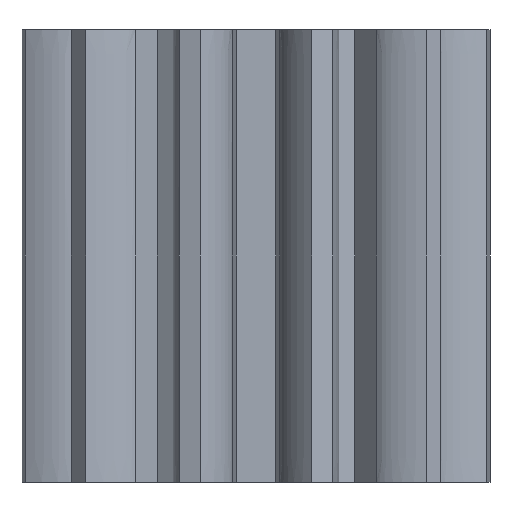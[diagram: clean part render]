
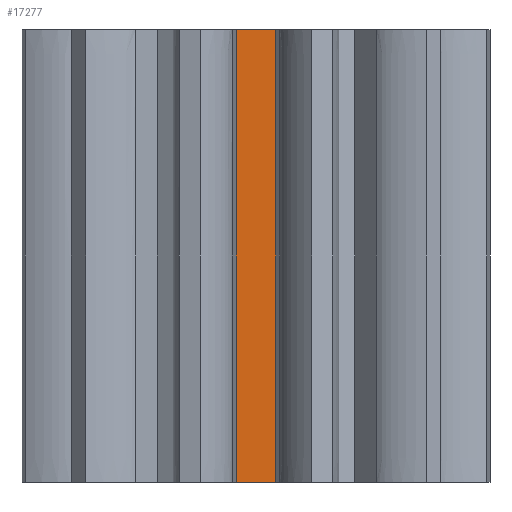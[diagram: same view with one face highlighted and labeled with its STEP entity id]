
A CAD part, left-side view. The second image highlights one B-rep face of the part: STEP entity #17277.
In plain terms, the highlighted face is a extrusion surface.
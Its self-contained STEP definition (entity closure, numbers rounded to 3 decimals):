
#93 = PLANE('',#94);
#94 = AXIS2_PLACEMENT_3D('',#95,#96,#97);
#95 = CARTESIAN_POINT('',(0.,0.,12.5)
  );
#96 = DIRECTION('',(0.,0.,1.));
#97 = DIRECTION('',(1.,0.,0.));
#168 = PLANE('',#169);
#169 = AXIS2_PLACEMENT_3D('',#170,#171,#172);
#170 = CARTESIAN_POINT('',(0.,0.,0.));
#171 = DIRECTION('',(0.,0.,1.));
#172 = DIRECTION('',(1.,0.,0.));
#1899 = VERTEX_POINT('',#1900);
#1900 = CARTESIAN_POINT('',(-4.215,0.542,0.));
#1912 = SURFACE_OF_LINEAR_EXTRUSION('',#1913,#1916);
#1913 = B_SPLINE_CURVE_WITH_KNOTS('',1,(#1914,#1915),.UNSPECIFIED.,.F.,
  .F.,(2,2),(0.,0.918),.PIECEWISE_BEZIER_KNOTS.);
#1914 = CARTESIAN_POINT('',(-5.126,0.659,0.));
#1915 = CARTESIAN_POINT('',(-4.215,0.542,0.));
#1916 = VECTOR('',#1917,1.);
#1917 = DIRECTION('',(-0.,-0.,-1.));
#1925 = EDGE_CURVE('',#1899,#1926,#1928,.T.);
#1926 = VERTEX_POINT('',#1927);
#1927 = CARTESIAN_POINT('',(-4.215,-0.542,0.));
#1928 = SURFACE_CURVE('',#1929,(#1932,#1938),.PCURVE_S1.);
#1929 = B_SPLINE_CURVE_WITH_KNOTS('',1,(#1930,#1931),.UNSPECIFIED.,.F.,
  .F.,(2,2),(0.,1.084),.PIECEWISE_BEZIER_KNOTS.);
#1930 = CARTESIAN_POINT('',(-4.215,0.542,0.));
#1931 = CARTESIAN_POINT('',(-4.215,-0.542,0.));
#1932 = PCURVE('',#168,#1933);
#1933 = DEFINITIONAL_REPRESENTATION('',(#1934),#1937);
#1934 = B_SPLINE_CURVE_WITH_KNOTS('',1,(#1935,#1936),.UNSPECIFIED.,.F.,
  .F.,(2,2),(0.,1.084),.PIECEWISE_BEZIER_KNOTS.);
#1935 = CARTESIAN_POINT('',(-4.215,0.542));
#1936 = CARTESIAN_POINT('',(-4.215,-0.542));
#1937 = ( GEOMETRIC_REPRESENTATION_CONTEXT(2) 
PARAMETRIC_REPRESENTATION_CONTEXT() REPRESENTATION_CONTEXT('2D SPACE',''
  ) );
#1938 = PCURVE('',#1939,#1945);
#1939 = SURFACE_OF_LINEAR_EXTRUSION('',#1940,#1943);
#1940 = B_SPLINE_CURVE_WITH_KNOTS('',1,(#1941,#1942),.UNSPECIFIED.,.F.,
  .F.,(2,2),(0.,1.084),.PIECEWISE_BEZIER_KNOTS.);
#1941 = CARTESIAN_POINT('',(-4.215,0.542,0.));
#1942 = CARTESIAN_POINT('',(-4.215,-0.542,0.));
#1943 = VECTOR('',#1944,1.);
#1944 = DIRECTION('',(-0.,-0.,-1.));
#1945 = DEFINITIONAL_REPRESENTATION('',(#1946),#1950);
#1946 = LINE('',#1947,#1948);
#1947 = CARTESIAN_POINT('',(0.,0.));
#1948 = VECTOR('',#1949,1.);
#1949 = DIRECTION('',(1.,0.));
#1950 = ( GEOMETRIC_REPRESENTATION_CONTEXT(2) 
PARAMETRIC_REPRESENTATION_CONTEXT() REPRESENTATION_CONTEXT('2D SPACE',''
  ) );
#1966 = SURFACE_OF_LINEAR_EXTRUSION('',#1967,#1970);
#1967 = B_SPLINE_CURVE_WITH_KNOTS('',1,(#1968,#1969),.UNSPECIFIED.,.F.,
  .F.,(2,2),(0.,0.918),.PIECEWISE_BEZIER_KNOTS.);
#1968 = CARTESIAN_POINT('',(-4.215,-0.542,0.));
#1969 = CARTESIAN_POINT('',(-5.126,-0.659,0.));
#1970 = VECTOR('',#1971,1.);
#1971 = DIRECTION('',(-0.,-0.,-1.));
#4455 = VERTEX_POINT('',#4456);
#4456 = CARTESIAN_POINT('',(-4.215,0.542,12.5));
#4475 = EDGE_CURVE('',#4455,#4476,#4478,.T.);
#4476 = VERTEX_POINT('',#4477);
#4477 = CARTESIAN_POINT('',(-4.215,-0.542,12.5));
#4478 = SURFACE_CURVE('',#4479,(#4482,#4488),.PCURVE_S1.);
#4479 = B_SPLINE_CURVE_WITH_KNOTS('',1,(#4480,#4481),.UNSPECIFIED.,.F.,
  .F.,(2,2),(0.,1.084),.PIECEWISE_BEZIER_KNOTS.);
#4480 = CARTESIAN_POINT('',(-4.215,0.542,12.5));
#4481 = CARTESIAN_POINT('',(-4.215,-0.542,12.5));
#4482 = PCURVE('',#93,#4483);
#4483 = DEFINITIONAL_REPRESENTATION('',(#4484),#4487);
#4484 = B_SPLINE_CURVE_WITH_KNOTS('',1,(#4485,#4486),.UNSPECIFIED.,.F.,
  .F.,(2,2),(0.,1.084),.PIECEWISE_BEZIER_KNOTS.);
#4485 = CARTESIAN_POINT('',(-4.215,0.542));
#4486 = CARTESIAN_POINT('',(-4.215,-0.542));
#4487 = ( GEOMETRIC_REPRESENTATION_CONTEXT(2) 
PARAMETRIC_REPRESENTATION_CONTEXT() REPRESENTATION_CONTEXT('2D SPACE',''
  ) );
#4488 = PCURVE('',#1939,#4489);
#4489 = DEFINITIONAL_REPRESENTATION('',(#4490),#4494);
#4490 = LINE('',#4491,#4492);
#4491 = CARTESIAN_POINT('',(0.,-12.5));
#4492 = VECTOR('',#4493,1.);
#4493 = DIRECTION('',(1.,0.));
#4494 = ( GEOMETRIC_REPRESENTATION_CONTEXT(2) 
PARAMETRIC_REPRESENTATION_CONTEXT() REPRESENTATION_CONTEXT('2D SPACE',''
  ) );
#17227 = EDGE_CURVE('',#1926,#4476,#17228,.T.);
#17228 = SURFACE_CURVE('',#17229,(#17233,#17240),.PCURVE_S1.);
#17229 = LINE('',#17230,#17231);
#17230 = CARTESIAN_POINT('',(-4.215,-0.542,0.));
#17231 = VECTOR('',#17232,1.);
#17232 = DIRECTION('',(0.,0.,1.));
#17233 = PCURVE('',#1966,#17234);
#17234 = DEFINITIONAL_REPRESENTATION('',(#17235),#17239);
#17235 = LINE('',#17236,#17237);
#17236 = CARTESIAN_POINT('',(0.,0.));
#17237 = VECTOR('',#17238,1.);
#17238 = DIRECTION('',(0.,-1.));
#17239 = ( GEOMETRIC_REPRESENTATION_CONTEXT(2) 
PARAMETRIC_REPRESENTATION_CONTEXT() REPRESENTATION_CONTEXT('2D SPACE',''
  ) );
#17240 = PCURVE('',#1939,#17241);
#17241 = DEFINITIONAL_REPRESENTATION('',(#17242),#17246);
#17242 = LINE('',#17243,#17244);
#17243 = CARTESIAN_POINT('',(1.084,0.));
#17244 = VECTOR('',#17245,1.);
#17245 = DIRECTION('',(0.,-1.));
#17246 = ( GEOMETRIC_REPRESENTATION_CONTEXT(2) 
PARAMETRIC_REPRESENTATION_CONTEXT() REPRESENTATION_CONTEXT('2D SPACE',''
  ) );
#17256 = EDGE_CURVE('',#1899,#4455,#17257,.T.);
#17257 = SURFACE_CURVE('',#17258,(#17262,#17269),.PCURVE_S1.);
#17258 = LINE('',#17259,#17260);
#17259 = CARTESIAN_POINT('',(-4.215,0.542,0.));
#17260 = VECTOR('',#17261,1.);
#17261 = DIRECTION('',(0.,0.,1.));
#17262 = PCURVE('',#1912,#17263);
#17263 = DEFINITIONAL_REPRESENTATION('',(#17264),#17268);
#17264 = LINE('',#17265,#17266);
#17265 = CARTESIAN_POINT('',(0.918,0.));
#17266 = VECTOR('',#17267,1.);
#17267 = DIRECTION('',(0.,-1.));
#17268 = ( GEOMETRIC_REPRESENTATION_CONTEXT(2) 
PARAMETRIC_REPRESENTATION_CONTEXT() REPRESENTATION_CONTEXT('2D SPACE',''
  ) );
#17269 = PCURVE('',#1939,#17270);
#17270 = DEFINITIONAL_REPRESENTATION('',(#17271),#17275);
#17271 = LINE('',#17272,#17273);
#17272 = CARTESIAN_POINT('',(0.,0.));
#17273 = VECTOR('',#17274,1.);
#17274 = DIRECTION('',(0.,-1.));
#17275 = ( GEOMETRIC_REPRESENTATION_CONTEXT(2) 
PARAMETRIC_REPRESENTATION_CONTEXT() REPRESENTATION_CONTEXT('2D SPACE',''
  ) );
#17277 = ADVANCED_FACE('',(#17278),#1939,.F.);
#17278 = FACE_BOUND('',#17279,.F.);
#17279 = EDGE_LOOP('',(#17280,#17281,#17282,#17283));
#17280 = ORIENTED_EDGE('',*,*,#17256,.T.);
#17281 = ORIENTED_EDGE('',*,*,#4475,.T.);
#17282 = ORIENTED_EDGE('',*,*,#17227,.F.);
#17283 = ORIENTED_EDGE('',*,*,#1925,.F.);
